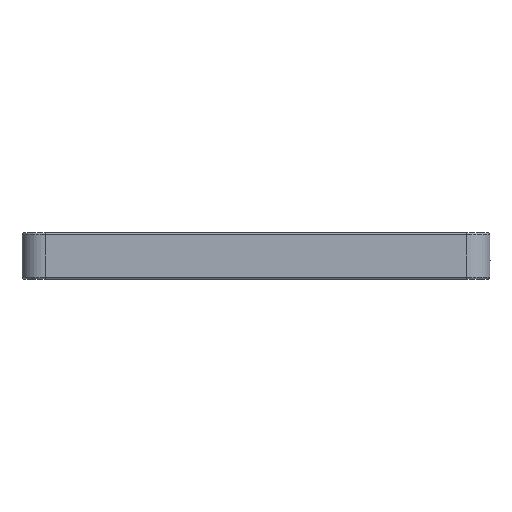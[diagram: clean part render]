
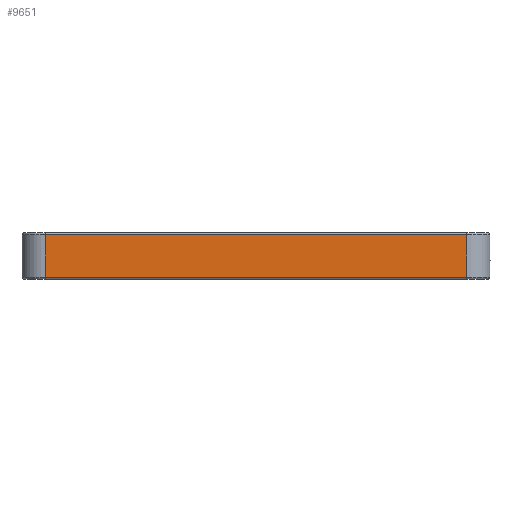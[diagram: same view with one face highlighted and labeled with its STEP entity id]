
A CAD part, left-side view. The second image highlights one B-rep face of the part: STEP entity #9651.
In plain terms, the highlighted planar face has unit normal (-1, 0, 0).
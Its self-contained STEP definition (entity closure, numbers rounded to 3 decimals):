
#460 = LINE ( 'NONE', #4878, #9293 ) ;
#582 = CARTESIAN_POINT ( 'NONE',  ( -75., -45., 10. ) ) ;
#755 = ORIENTED_EDGE ( 'NONE', *, *, #4365, .T. ) ;
#867 = CARTESIAN_POINT ( 'NONE',  ( -75., 45., 0.5 ) ) ;
#1120 = VECTOR ( 'NONE', #4545, 1000. ) ;
#2725 = VERTEX_POINT ( 'NONE', #3510 ) ;
#3510 = CARTESIAN_POINT ( 'NONE',  ( -75., -45., 0.5 ) ) ;
#3590 = LINE ( 'NONE', #6433, #7790 ) ;
#3631 = ORIENTED_EDGE ( 'NONE', *, *, #6009, .T. ) ;
#4365 = EDGE_CURVE ( 'NONE', #9174, #6546, #10441, .T. ) ;
#4545 = DIRECTION ( 'NONE',  ( 0., 0., -1. ) ) ;
#4878 = CARTESIAN_POINT ( 'NONE',  ( -75., -50., 9.5 ) ) ;
#4919 = DIRECTION ( 'NONE',  ( 0., 1., 0. ) ) ;
#4935 = DIRECTION ( 'NONE',  ( 1., 0., 0. ) ) ;
#4993 = AXIS2_PLACEMENT_3D ( 'NONE', #6646, #4935, #6499 ) ;
#5615 = DIRECTION ( 'NONE',  ( 0., 0., 1. ) ) ;
#5952 = EDGE_CURVE ( 'NONE', #2725, #8355, #9915, .T. ) ;
#6009 = EDGE_CURVE ( 'NONE', #6546, #2725, #3590, .T. ) ;
#6085 = VECTOR ( 'NONE', #5615, 1000. ) ;
#6433 = CARTESIAN_POINT ( 'NONE',  ( -75., -45., 0.5 ) ) ;
#6465 = DIRECTION ( 'NONE',  ( 0., -1., 0. ) ) ;
#6499 = DIRECTION ( 'NONE',  ( 0., 0., -1. ) ) ;
#6546 = VERTEX_POINT ( 'NONE', #867 ) ;
#6633 = FACE_OUTER_BOUND ( 'NONE', #9480, .T. ) ;
#6646 = CARTESIAN_POINT ( 'NONE',  ( -75., -50., 10. ) ) ;
#6916 = CARTESIAN_POINT ( 'NONE',  ( -75., 45., 10. ) ) ;
#7790 = VECTOR ( 'NONE', #6465, 1000. ) ;
#8052 = ORIENTED_EDGE ( 'NONE', *, *, #9186, .T. ) ;
#8212 = ORIENTED_EDGE ( 'NONE', *, *, #5952, .T. ) ;
#8262 = PLANE ( 'NONE',  #4993 ) ;
#8353 = CARTESIAN_POINT ( 'NONE',  ( -75., -45., 9.5 ) ) ;
#8355 = VERTEX_POINT ( 'NONE', #8353 ) ;
#9174 = VERTEX_POINT ( 'NONE', #10807 ) ;
#9186 = EDGE_CURVE ( 'NONE', #8355, #9174, #460, .T. ) ;
#9293 = VECTOR ( 'NONE', #4919, 1000. ) ;
#9480 = EDGE_LOOP ( 'NONE', ( #755, #3631, #8212, #8052 ) ) ;
#9651 = ADVANCED_FACE ( 'NONE', ( #6633 ), #8262, .F. ) ;
#9915 = LINE ( 'NONE', #582, #6085 ) ;
#10441 = LINE ( 'NONE', #6916, #1120 ) ;
#10807 = CARTESIAN_POINT ( 'NONE',  ( -75., 45., 9.5 ) ) ;
